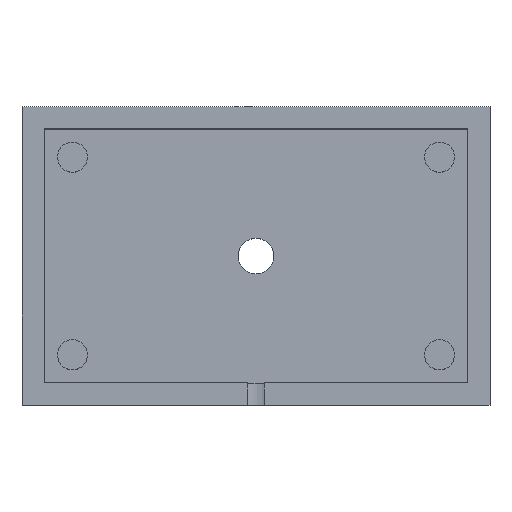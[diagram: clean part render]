
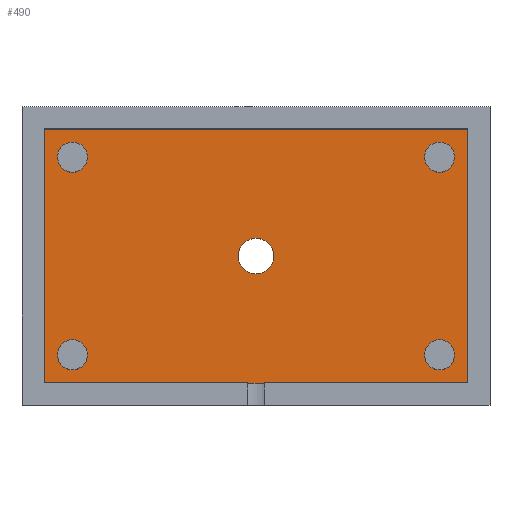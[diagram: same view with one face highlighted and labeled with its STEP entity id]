
A CAD part, top view. The second image highlights one B-rep face of the part: STEP entity #490.
In plain terms, the highlighted planar face has unit normal (0, 0, 1).
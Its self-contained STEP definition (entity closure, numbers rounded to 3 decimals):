
#278 = VERTEX_POINT('',#279);
#279 = CARTESIAN_POINT('',(-1.6,0.,2.));
#287 = EDGE_CURVE('',#278,#278,#288,.T.);
#288 = CIRCLE('',#289,1.6);
#289 = AXIS2_PLACEMENT_3D('',#290,#291,#292);
#290 = CARTESIAN_POINT('',(0.,0.,2.));
#291 = DIRECTION('',(0.,-0.,1.));
#292 = DIRECTION('',(-1.,0.,0.));
#328 = VERTEX_POINT('',#329);
#329 = CARTESIAN_POINT('',(19.05,-11.43,2.));
#335 = EDGE_CURVE('',#328,#336,#338,.T.);
#336 = VERTEX_POINT('',#337);
#337 = CARTESIAN_POINT('',(-19.05,-11.43,2.));
#338 = LINE('',#339,#340);
#339 = CARTESIAN_POINT('',(19.05,-11.43,2.));
#340 = VECTOR('',#341,1.);
#341 = DIRECTION('',(-1.,0.,0.));
#384 = VERTEX_POINT('',#385);
#385 = CARTESIAN_POINT('',(19.05,11.43,2.));
#391 = EDGE_CURVE('',#384,#328,#392,.T.);
#392 = LINE('',#393,#394);
#393 = CARTESIAN_POINT('',(19.05,11.43,2.));
#394 = VECTOR('',#395,1.);
#395 = DIRECTION('',(0.,-1.,0.));
#408 = VERTEX_POINT('',#409);
#409 = CARTESIAN_POINT('',(-19.05,11.43,2.));
#415 = EDGE_CURVE('',#408,#384,#416,.T.);
#416 = LINE('',#417,#418);
#417 = CARTESIAN_POINT('',(-19.05,11.43,2.));
#418 = VECTOR('',#419,1.);
#419 = DIRECTION('',(1.,0.,0.));
#432 = EDGE_CURVE('',#336,#408,#433,.T.);
#433 = LINE('',#434,#435);
#434 = CARTESIAN_POINT('',(-19.05,-11.43,2.));
#435 = VECTOR('',#436,1.);
#436 = DIRECTION('',(0.,1.,0.));
#490 = ADVANCED_FACE('',(#491,#497,#508,#519,#530,#533),#544,.T.);
#491 = FACE_BOUND('',#492,.T.);
#492 = EDGE_LOOP('',(#493,#494,#495,#496));
#493 = ORIENTED_EDGE('',*,*,#415,.F.);
#494 = ORIENTED_EDGE('',*,*,#432,.F.);
#495 = ORIENTED_EDGE('',*,*,#335,.F.);
#496 = ORIENTED_EDGE('',*,*,#391,.F.);
#497 = FACE_BOUND('',#498,.T.);
#498 = EDGE_LOOP('',(#499));
#499 = ORIENTED_EDGE('',*,*,#500,.F.);
#500 = EDGE_CURVE('',#501,#501,#503,.T.);
#501 = VERTEX_POINT('',#502);
#502 = CARTESIAN_POINT('',(-15.16,-8.89,2.));
#503 = CIRCLE('',#504,1.35);
#504 = AXIS2_PLACEMENT_3D('',#505,#506,#507);
#505 = CARTESIAN_POINT('',(-16.51,-8.89,2.));
#506 = DIRECTION('',(0.,0.,1.));
#507 = DIRECTION('',(1.,0.,0.));
#508 = FACE_BOUND('',#509,.T.);
#509 = EDGE_LOOP('',(#510));
#510 = ORIENTED_EDGE('',*,*,#511,.F.);
#511 = EDGE_CURVE('',#512,#512,#514,.T.);
#512 = VERTEX_POINT('',#513);
#513 = CARTESIAN_POINT('',(17.86,-8.89,2.));
#514 = CIRCLE('',#515,1.35);
#515 = AXIS2_PLACEMENT_3D('',#516,#517,#518);
#516 = CARTESIAN_POINT('',(16.51,-8.89,2.));
#517 = DIRECTION('',(0.,0.,1.));
#518 = DIRECTION('',(1.,0.,0.));
#519 = FACE_BOUND('',#520,.T.);
#520 = EDGE_LOOP('',(#521));
#521 = ORIENTED_EDGE('',*,*,#522,.F.);
#522 = EDGE_CURVE('',#523,#523,#525,.T.);
#523 = VERTEX_POINT('',#524);
#524 = CARTESIAN_POINT('',(-15.16,8.89,2.));
#525 = CIRCLE('',#526,1.35);
#526 = AXIS2_PLACEMENT_3D('',#527,#528,#529);
#527 = CARTESIAN_POINT('',(-16.51,8.89,2.));
#528 = DIRECTION('',(0.,0.,1.));
#529 = DIRECTION('',(1.,0.,0.));
#530 = FACE_BOUND('',#531,.T.);
#531 = EDGE_LOOP('',(#532));
#532 = ORIENTED_EDGE('',*,*,#287,.F.);
#533 = FACE_BOUND('',#534,.T.);
#534 = EDGE_LOOP('',(#535));
#535 = ORIENTED_EDGE('',*,*,#536,.F.);
#536 = EDGE_CURVE('',#537,#537,#539,.T.);
#537 = VERTEX_POINT('',#538);
#538 = CARTESIAN_POINT('',(17.86,8.89,2.));
#539 = CIRCLE('',#540,1.35);
#540 = AXIS2_PLACEMENT_3D('',#541,#542,#543);
#541 = CARTESIAN_POINT('',(16.51,8.89,2.));
#542 = DIRECTION('',(0.,0.,1.));
#543 = DIRECTION('',(1.,0.,0.));
#544 = PLANE('',#545);
#545 = AXIS2_PLACEMENT_3D('',#546,#547,#548);
#546 = CARTESIAN_POINT('',(0.,0.,2.));
#547 = DIRECTION('',(0.,0.,1.));
#548 = DIRECTION('',(1.,0.,0.));
